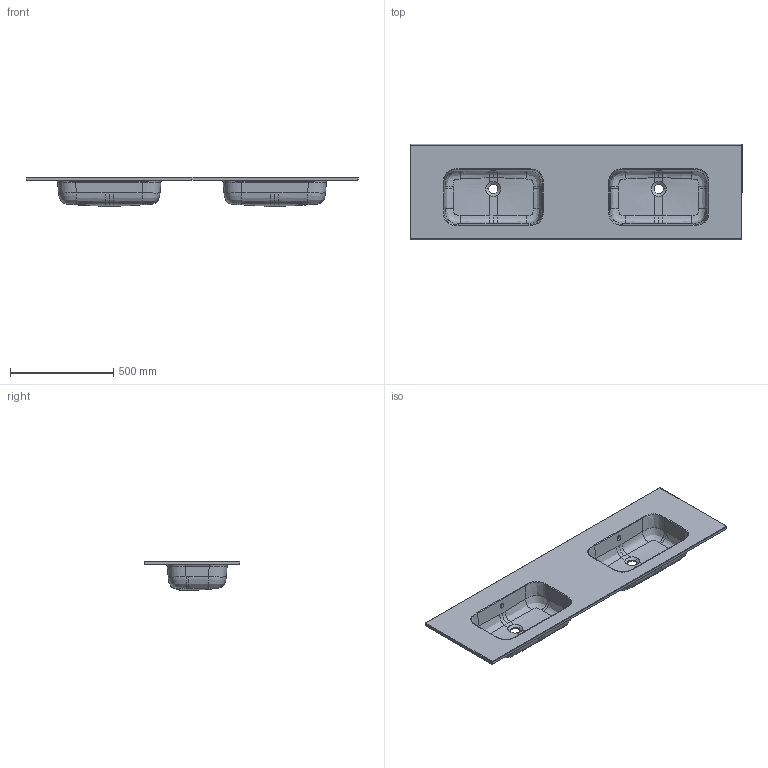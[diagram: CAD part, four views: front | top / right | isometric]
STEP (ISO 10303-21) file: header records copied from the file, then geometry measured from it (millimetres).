
FILE_DESCRIPTION (( 'STEP AP203' ), '1' );
FILE_NAME ('LAVABO 160 DV.STEP', '2019-03-15T12:07:14', ( '' ), ( '' ), 'SwSTEP 2.0', 'SolidWorks 2018', '' );
FILE_SCHEMA (( 'CONFIG_CONTROL_DESIGN' ));
Products named in the file (1): LAVABO 160 DV
Bounding box: 1605 x 460 x 143 mm (x, y, z)
Volume: 13347872.9 mm3; surface area: 2036865.7 mm2
Topology: 1 solids, 1 shells, 230 faces, 550 edges, 322 vertices
Faces by surface type: bspline 142, cylinder 50, plane 30, cone 4, torus 4
Entity records: 75815 total; most frequent: CARTESIAN_POINT 71548, ORIENTED_EDGE 1084, EDGE_CURVE 542, DIRECTION 524, VERTEX_POINT 322, B_SPLINE_CURVE_WITH_KNOTS 281, EDGE_LOOP 246, FACE_OUTER_BOUND 230
